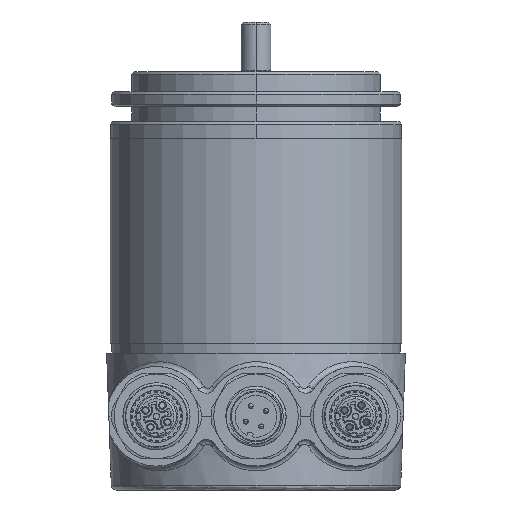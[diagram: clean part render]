
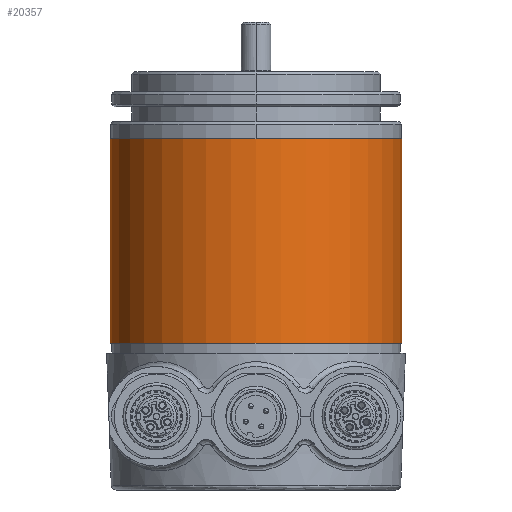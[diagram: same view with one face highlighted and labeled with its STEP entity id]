
A CAD part, front view. The second image highlights one B-rep face of the part: STEP entity #20357.
In plain terms, the highlighted cylindrical face has radius 29.3 mm (diameter 58.6 mm), a partial arc.
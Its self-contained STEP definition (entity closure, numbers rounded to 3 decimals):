
#1876 = VERTEX_POINT ( 'NONE', #82054 ) ;
#6864 = DIRECTION ( 'NONE',  ( 0., 0., -1. ) ) ;
#11714 = ORIENTED_EDGE ( 'NONE', *, *, #23191, .T. ) ;
#12287 = VERTEX_POINT ( 'NONE', #23879 ) ;
#16913 = VERTEX_POINT ( 'NONE', #54347 ) ;
#17372 = EDGE_CURVE ( 'NONE', #1876, #12287, #73909, .T. ) ;
#19981 = ORIENTED_EDGE ( 'NONE', *, *, #77160, .F. ) ;
#20035 = LINE ( 'NONE', #41184, #50330 ) ;
#20357 = ADVANCED_FACE ( 'NONE', ( #82149 ), #28640, .T. ) ;
#20851 = CARTESIAN_POINT ( 'NONE',  ( 0., 0., 70.5 ) ) ;
#22813 = EDGE_CURVE ( 'NONE', #12287, #16913, #54673, .T. ) ;
#23191 = EDGE_CURVE ( 'NONE', #29556, #1876, #72848, .T. ) ;
#23879 = CARTESIAN_POINT ( 'NONE',  ( -29.3, 0., 29.5 ) ) ;
#24445 = VECTOR ( 'NONE', #6864, 1000. ) ;
#25151 = DIRECTION ( 'NONE',  ( -1., 0., 0. ) ) ;
#27353 = DIRECTION ( 'NONE',  ( -1., 0., 0. ) ) ;
#28640 = CYLINDRICAL_SURFACE ( 'NONE', #78849, 29.3 ) ;
#29556 = VERTEX_POINT ( 'NONE', #77867 ) ;
#30000 = DIRECTION ( 'NONE',  ( 0., 0., 1. ) ) ;
#37313 = AXIS2_PLACEMENT_3D ( 'NONE', #20851, #65981, #27353 ) ;
#41184 = CARTESIAN_POINT ( 'NONE',  ( 29.3, 0., 70.5 ) ) ;
#43228 = AXIS2_PLACEMENT_3D ( 'NONE', #68624, #30000, #75111 ) ;
#45503 = CARTESIAN_POINT ( 'NONE',  ( -29.3, 0., 70.5 ) ) ;
#47682 = DIRECTION ( 'NONE',  ( 0., 0., -1. ) ) ;
#50330 = VECTOR ( 'NONE', #47682, 1000. ) ;
#52395 = ORIENTED_EDGE ( 'NONE', *, *, #22813, .T. ) ;
#54347 = CARTESIAN_POINT ( 'NONE',  ( 29.3, 0., 29.5 ) ) ;
#54673 = CIRCLE ( 'NONE', #43228, 29.3 ) ;
#56739 = ORIENTED_EDGE ( 'NONE', *, *, #17372, .T. ) ;
#57547 = DIRECTION ( 'NONE',  ( 0., 0., -1. ) ) ;
#65981 = DIRECTION ( 'NONE',  ( 0., 0., -1. ) ) ;
#68624 = CARTESIAN_POINT ( 'NONE',  ( 0., 0., 29.5 ) ) ;
#72848 = CIRCLE ( 'NONE', #37313, 29.3 ) ;
#73909 = LINE ( 'NONE', #45503, #24445 ) ;
#74072 = EDGE_LOOP ( 'NONE', ( #19981, #11714, #56739, #52395 ) ) ;
#75111 = DIRECTION ( 'NONE',  ( -1., 0., 0. ) ) ;
#77160 = EDGE_CURVE ( 'NONE', #29556, #16913, #20035, .T. ) ;
#77867 = CARTESIAN_POINT ( 'NONE',  ( 29.3, 0., 70.5 ) ) ;
#78849 = AXIS2_PLACEMENT_3D ( 'NONE', #83270, #57547, #25151 ) ;
#82054 = CARTESIAN_POINT ( 'NONE',  ( -29.3, 0., 70.5 ) ) ;
#82149 = FACE_OUTER_BOUND ( 'NONE', #74072, .T. ) ;
#83270 = CARTESIAN_POINT ( 'NONE',  ( 0., 0., 70.5 ) ) ;
